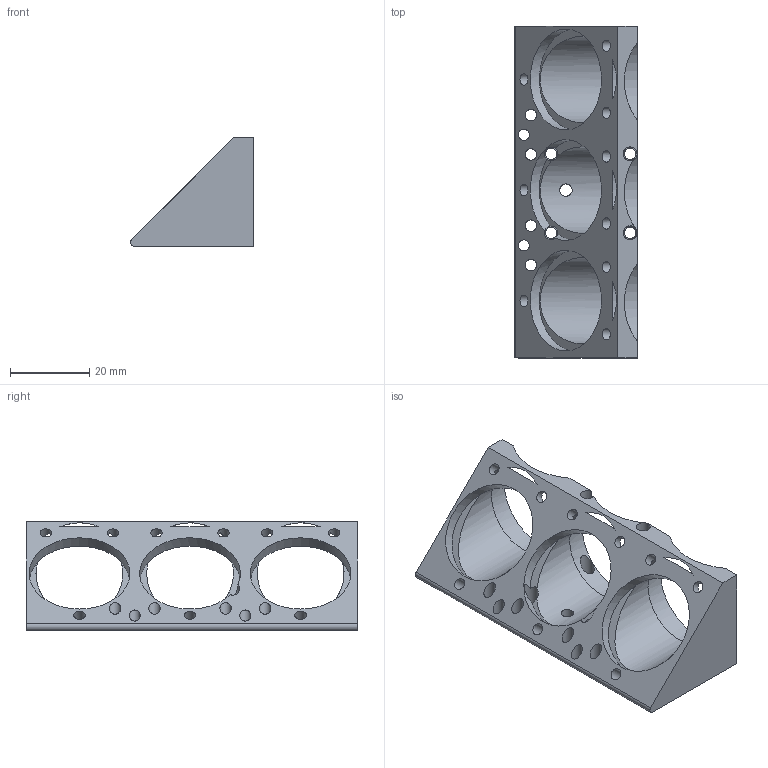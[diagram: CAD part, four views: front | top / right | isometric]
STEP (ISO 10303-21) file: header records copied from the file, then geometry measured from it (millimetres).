
FILE_DESCRIPTION(/* description */ (''),/* implementation_level */ '2;1');
FILE_NAME(/* name */ '30_Cube_Insert_Filter_Revolver_Filter_base_triple_Thorlabs.ipt.step',/* time_stamp */ '2022-11-29T08:16:38+01:00',/* author */ ('diederichbenedict'),/* organization */ (''),/* preprocessor_version */ 'ST-DEVELOPER v18.1',/* originating_system */ 'Autodesk Inventor 2022',/* authorisation */ '');
FILE_SCHEMA (('AUTOMOTIVE_DESIGN { 1 0 10303 214 3 1 1 }'));
Length unit declared in the file: millimetre
Products named in the file (1): 30_Cube_Insert_Filter_Revolver_Filter_base_triple_Thorlabs
Bounding box: 31.11 x 84 x 27.53 mm (x, y, z)
Volume: 19185.4 mm3; surface area: 11563.9 mm2
Topology: 1 solids, 1 shells, 63 faces, 223 edges, 150 vertices
Faces by surface type: cylinder 40, plane 23
Full cylindrical faces by diameter (mm): 2.8 x2, 2.9 x17, 3.142 x1, 3.5 x5, 25.5 x2, 25.6 x3
Entity records: 3029 total; most frequent: CARTESIAN_POINT 914, ORIENTED_EDGE 446, DIRECTION 426, EDGE_CURVE 223, AXIS2_PLACEMENT_3D 182, VERTEX_POINT 150, EDGE_LOOP 105, CIRCLE 78
